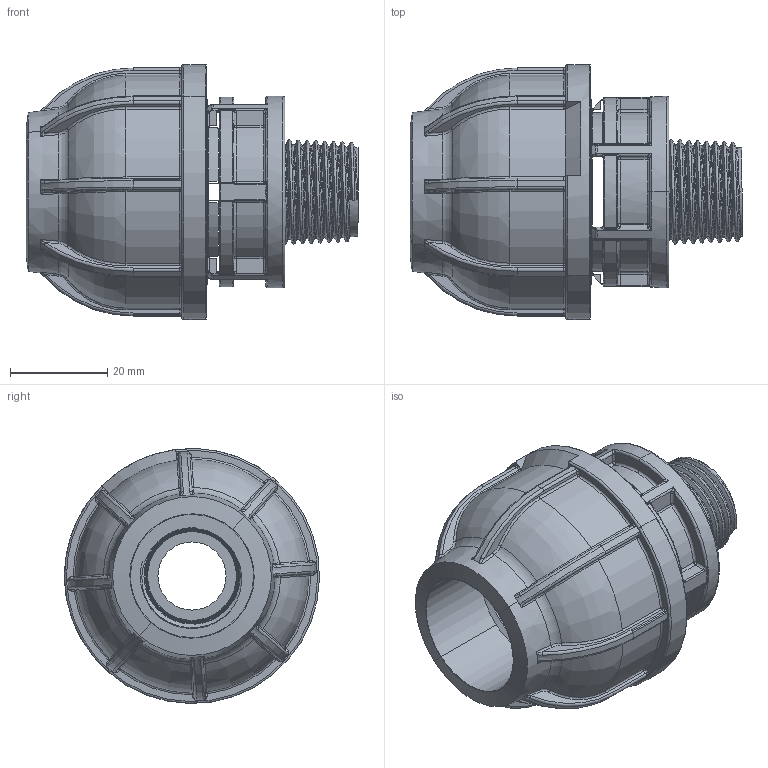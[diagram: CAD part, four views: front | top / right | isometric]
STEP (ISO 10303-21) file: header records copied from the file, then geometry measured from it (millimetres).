
FILE_DESCRIPTION (( 'STEP AP203' ), '1' );
FILE_NAME ('R211.025.012.step', '2013-11-19T09:09:18', ( 'Alusic' ), ( 'Alusic' ), 'SwSTEP 2.0', 'SolidWorks 2011', '' );
FILE_SCHEMA (( 'CONFIG_CONTROL_DESIGN' ));
Length unit declared in the file: millimetre
Products named in the file (1): R211.025.012
Bounding box: 68.2 x 52.39 x 52.39 mm (x, y, z)
Surface area: 21298.2 mm2 (no closed solid volume)
Topology: 0 solids, 7 shells, 945 faces, 2939 edges, 1811 vertices
Faces by surface type: cylinder 275, bspline 240, torus 190, plane 149, sphere 60, cone 31
Entity records: 52024 total; most frequent: CARTESIAN_POINT 29069, ORIENTED_EDGE 4957, DIRECTION 4375, EDGE_CURVE 2887, AXIS2_PLACEMENT_3D 1905, VERTEX_POINT 1807, CIRCLE 1199, B_SPLINE_CURVE_WITH_KNOTS 1052
